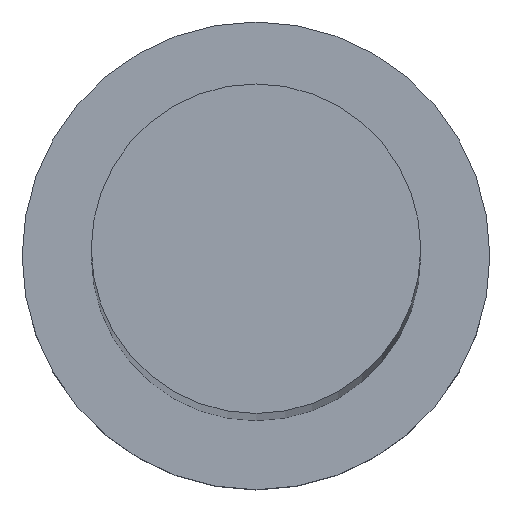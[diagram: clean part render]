
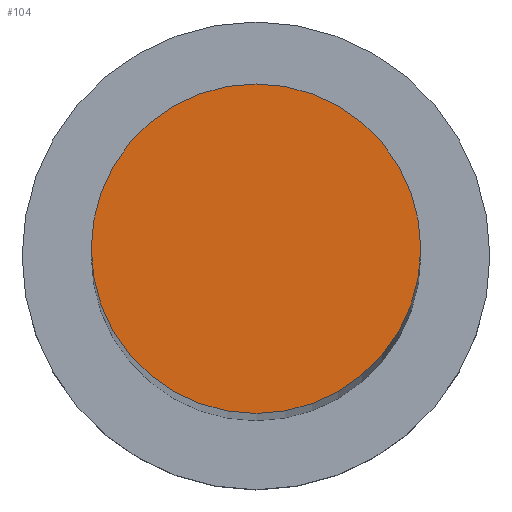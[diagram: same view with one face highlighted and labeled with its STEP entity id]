
A CAD part, top view. The second image highlights one B-rep face of the part: STEP entity #104.
In plain terms, the highlighted planar face has unit normal (0, 0, 1).
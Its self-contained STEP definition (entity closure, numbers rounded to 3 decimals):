
#6 = ORIENTED_EDGE ( 'NONE', *, *, #248, .T. ) ;
#17 = FACE_OUTER_BOUND ( 'NONE', #246, .T. ) ;
#30 = DIRECTION ( 'NONE',  ( 1., 0., 0. ) ) ;
#33 = CIRCLE ( 'NONE', #237, 7.75 ) ;
#38 = CARTESIAN_POINT ( 'NONE',  ( 7.75, 0., 200. ) ) ;
#51 = CARTESIAN_POINT ( 'NONE',  ( 0., 0., 200. ) ) ;
#63 = CARTESIAN_POINT ( 'NONE',  ( -7.75, 0., 200. ) ) ;
#78 = DIRECTION ( 'NONE',  ( 1., 0., 0. ) ) ;
#82 = DIRECTION ( 'NONE',  ( 0., 0., 1. ) ) ;
#86 = EDGE_CURVE ( 'NONE', #175, #227, #33, .T. ) ;
#99 = PLANE ( 'NONE',  #189 ) ;
#104 = ADVANCED_FACE ( 'NONE', ( #17 ), #99, .T. ) ;
#105 = CIRCLE ( 'NONE', #245, 7.75 ) ;
#129 = ORIENTED_EDGE ( 'NONE', *, *, #86, .T. ) ;
#156 = CARTESIAN_POINT ( 'NONE',  ( 0., 0., 200. ) ) ;
#175 = VERTEX_POINT ( 'NONE', #38 ) ;
#183 = DIRECTION ( 'NONE',  ( 0., 0., 1. ) ) ;
#188 = CARTESIAN_POINT ( 'NONE',  ( 0., 0., 200. ) ) ;
#189 = AXIS2_PLACEMENT_3D ( 'NONE', #156, #183, #78 ) ;
#190 = DIRECTION ( 'NONE',  ( 1., 0., 0. ) ) ;
#201 = DIRECTION ( 'NONE',  ( 0., 0., 1. ) ) ;
#227 = VERTEX_POINT ( 'NONE', #63 ) ;
#237 = AXIS2_PLACEMENT_3D ( 'NONE', #51, #201, #30 ) ;
#245 = AXIS2_PLACEMENT_3D ( 'NONE', #188, #82, #190 ) ;
#246 = EDGE_LOOP ( 'NONE', ( #6, #129 ) ) ;
#248 = EDGE_CURVE ( 'NONE', #227, #175, #105, .T. ) ;
